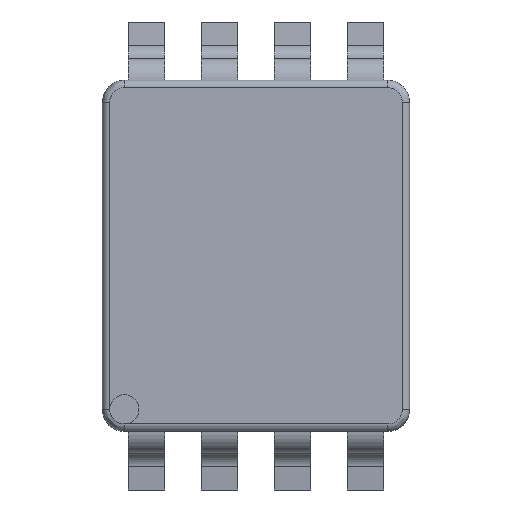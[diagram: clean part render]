
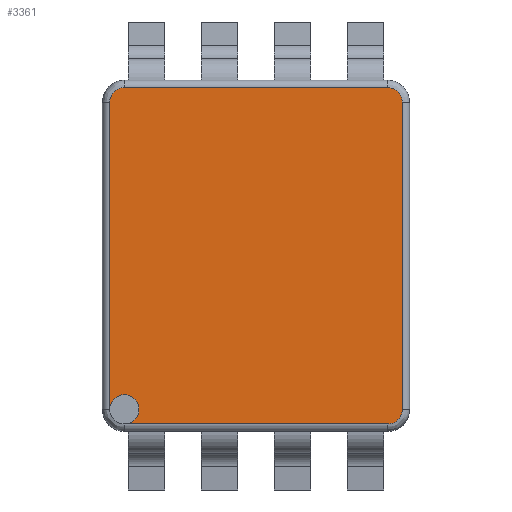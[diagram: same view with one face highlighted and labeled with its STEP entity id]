
A CAD part, top view. The second image highlights one B-rep face of the part: STEP entity #3361.
In plain terms, the highlighted planar face has unit normal (0, 0, 1).
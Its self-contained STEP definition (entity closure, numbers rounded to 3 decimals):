
#171 = CARTESIAN_POINT ( 'NONE',  ( -0.9, 1.15, 0.9 ) ) ;
#239 = CARTESIAN_POINT ( 'NONE',  ( 1., 1.05, 0.9 ) ) ;
#248 = CARTESIAN_POINT ( 'NONE',  ( 1., -1.109, 0.9 ) ) ;
#254 = ORIENTED_EDGE ( 'NONE', *, *, #927, .F. ) ;
#282 = CARTESIAN_POINT ( 'NONE',  ( 0.959, -1.15, 0.9 ) ) ;
#333 = ORIENTED_EDGE ( 'NONE', *, *, #1926, .F. ) ;
#345 = ORIENTED_EDGE ( 'NONE', *, *, #4931, .F. ) ;
#371 = CARTESIAN_POINT ( 'NONE',  ( -0.9, 1.15, 0.9 ) ) ;
#388 = CARTESIAN_POINT ( 'NONE',  ( 2.087, -1.15, 0.9 ) ) ;
#395 = CARTESIAN_POINT ( 'NONE',  ( -1.05, -1.2, 0.9 ) ) ;
#408 = DIRECTION ( 'NONE',  ( -1., 0., 0. ) ) ;
#474 = AXIS2_PLACEMENT_3D ( 'NONE', #1884, #2769, #3978 ) ;
#480 = ORIENTED_EDGE ( 'NONE', *, *, #4741, .F. ) ;
#504 = EDGE_LOOP ( 'NONE', ( #2692, #333, #254, #1848, #915, #3360, #2624, #345, #480 ) ) ;
#757 = LINE ( 'NONE', #5321, #3070 ) ;
#815 = EDGE_CURVE ( 'NONE', #1071, #2648, #2554, .T. ) ;
#880 = VERTEX_POINT ( 'NONE', #1530 ) ;
#915 = ORIENTED_EDGE ( 'NONE', *, *, #815, .F. ) ;
#927 = EDGE_CURVE ( 'NONE', #2429, #3110, #757, .T. ) ;
#1071 = VERTEX_POINT ( 'NONE', #1241 ) ;
#1241 = CARTESIAN_POINT ( 'NONE',  ( -1., -1.05, 0.9 ) ) ;
#1396 = CARTESIAN_POINT ( 'NONE',  ( -1., -2.35, 0.9 ) ) ;
#1402 = CARTESIAN_POINT ( 'NONE',  ( 1., 1.109, 0.9 ) ) ;
#1512 = DIRECTION ( 'NONE',  ( 0., 1., 0. ) ) ;
#1530 = CARTESIAN_POINT ( 'NONE',  ( 0.9, -1.15, 0.9 ) ) ;
#1608 =( BOUNDED_CURVE ( )  B_SPLINE_CURVE ( 3, ( #4094, #3715, #1993, #371 ),
 .UNSPECIFIED., .F., .F. ) 
 B_SPLINE_CURVE_WITH_KNOTS ( ( 4, 4 ),
 ( 0., 1. ),
 .UNSPECIFIED. ) 
 CURVE ( )  GEOMETRIC_REPRESENTATION_ITEM ( )  RATIONAL_B_SPLINE_CURVE ( ( 1., 0.805, 0.805, 1. ) ) 
 REPRESENTATION_ITEM ( '' )  );
#1721 = VERTEX_POINT ( 'NONE', #2115 ) ;
#1848 = ORIENTED_EDGE ( 'NONE', *, *, #3955, .F. ) ;
#1884 = CARTESIAN_POINT ( 'NONE',  ( -0.9, -1.05, 0.9 ) ) ;
#1887 = AXIS2_PLACEMENT_3D ( 'NONE', #395, #3664, #3629 ) ;
#1926 = EDGE_CURVE ( 'NONE', #3110, #2654, #3153, .T. ) ;
#1982 = CARTESIAN_POINT ( 'NONE',  ( -0.8, -1.05, 0.9 ) ) ;
#1993 = CARTESIAN_POINT ( 'NONE',  ( -0.959, 1.15, 0.9 ) ) ;
#1994 = DIRECTION ( 'NONE',  ( 1., 0., 0. ) ) ;
#2027 = EDGE_CURVE ( 'NONE', #3365, #3079, #5119, .T. ) ;
#2115 = CARTESIAN_POINT ( 'NONE',  ( 1., -1.05, 0.9 ) ) ;
#2391 = PLANE ( 'NONE',  #1887 ) ;
#2400 = CARTESIAN_POINT ( 'NONE',  ( -1., 1.05, 0.9 ) ) ;
#2429 = VERTEX_POINT ( 'NONE', #171 ) ;
#2433 = CARTESIAN_POINT ( 'NONE',  ( 1., 1.05, 0.9 ) ) ;
#2554 = LINE ( 'NONE', #1396, #3514 ) ;
#2624 = ORIENTED_EDGE ( 'NONE', *, *, #2027, .T. ) ;
#2648 = VERTEX_POINT ( 'NONE', #2400 ) ;
#2654 = VERTEX_POINT ( 'NONE', #2433 ) ;
#2677 = CARTESIAN_POINT ( 'NONE',  ( 0.9, 1.15, 0.9 ) ) ;
#2681 = CIRCLE ( 'NONE', #4620, 0.1 ) ;
#2692 = ORIENTED_EDGE ( 'NONE', *, *, #4563, .F. ) ;
#2769 = DIRECTION ( 'NONE',  ( 0., 0., -1. ) ) ;
#2980 = VECTOR ( 'NONE', #3463, 1000. ) ;
#3070 = VECTOR ( 'NONE', #1994, 1000. ) ;
#3079 = VERTEX_POINT ( 'NONE', #3469 ) ;
#3110 = VERTEX_POINT ( 'NONE', #3888 ) ;
#3112 = CARTESIAN_POINT ( 'NONE',  ( 0.959, 1.15, 0.9 ) ) ;
#3113 = EDGE_CURVE ( 'NONE', #1071, #3365, #2681, .T. ) ;
#3143 = CARTESIAN_POINT ( 'NONE',  ( 0.9, -1.15, 0.9 ) ) ;
#3153 =( BOUNDED_CURVE ( )  B_SPLINE_CURVE ( 3, ( #2677, #3112, #1402, #239 ),
 .UNSPECIFIED., .F., .F. ) 
 B_SPLINE_CURVE_WITH_KNOTS ( ( 4, 4 ),
 ( 0., 1. ),
 .UNSPECIFIED. ) 
 CURVE ( )  GEOMETRIC_REPRESENTATION_ITEM ( )  RATIONAL_B_SPLINE_CURVE ( ( 1., 0.805, 0.805, 1. ) ) 
 REPRESENTATION_ITEM ( '' )  );
#3252 =( BOUNDED_CURVE ( )  B_SPLINE_CURVE ( 3, ( #4390, #248, #282, #3143 ),
 .UNSPECIFIED., .F., .F. ) 
 B_SPLINE_CURVE_WITH_KNOTS ( ( 4, 4 ),
 ( 0., 1. ),
 .UNSPECIFIED. ) 
 CURVE ( )  GEOMETRIC_REPRESENTATION_ITEM ( )  RATIONAL_B_SPLINE_CURVE ( ( 1., 0.805, 0.805, 1. ) ) 
 REPRESENTATION_ITEM ( '' )  );
#3360 = ORIENTED_EDGE ( 'NONE', *, *, #3113, .T. ) ;
#3361 = ADVANCED_FACE ( 'NONE', ( #5142 ), #2391, .T. ) ;
#3365 = VERTEX_POINT ( 'NONE', #1982 ) ;
#3463 = DIRECTION ( 'NONE',  ( 0., -1., 0. ) ) ;
#3469 = CARTESIAN_POINT ( 'NONE',  ( -0.9, -1.15, 0.9 ) ) ;
#3483 = DIRECTION ( 'NONE',  ( 0., 0., -1. ) ) ;
#3514 = VECTOR ( 'NONE', #1512, 1000. ) ;
#3629 = DIRECTION ( 'NONE',  ( 1., 0., 0. ) ) ;
#3664 = DIRECTION ( 'NONE',  ( 0., 0., 1. ) ) ;
#3715 = CARTESIAN_POINT ( 'NONE',  ( -1., 1.109, 0.9 ) ) ;
#3870 = CARTESIAN_POINT ( 'NONE',  ( -0.9, -1.05, 0.9 ) ) ;
#3888 = CARTESIAN_POINT ( 'NONE',  ( 0.9, 1.15, 0.9 ) ) ;
#3943 = VECTOR ( 'NONE', #408, 1000. ) ;
#3955 = EDGE_CURVE ( 'NONE', #2648, #2429, #1608, .T. ) ;
#3978 = DIRECTION ( 'NONE',  ( -1., 0., 0. ) ) ;
#4004 = LINE ( 'NONE', #388, #3943 ) ;
#4087 = LINE ( 'NONE', #5049, #2980 ) ;
#4094 = CARTESIAN_POINT ( 'NONE',  ( -1., 1.05, 0.9 ) ) ;
#4320 = DIRECTION ( 'NONE',  ( -1., 0., 0. ) ) ;
#4390 = CARTESIAN_POINT ( 'NONE',  ( 1., -1.05, 0.9 ) ) ;
#4563 = EDGE_CURVE ( 'NONE', #2654, #1721, #4087, .T. ) ;
#4620 = AXIS2_PLACEMENT_3D ( 'NONE', #3870, #3483, #4320 ) ;
#4741 = EDGE_CURVE ( 'NONE', #1721, #880, #3252, .T. ) ;
#4931 = EDGE_CURVE ( 'NONE', #880, #3079, #4004, .T. ) ;
#5049 = CARTESIAN_POINT ( 'NONE',  ( 1., 2.35, 0.9 ) ) ;
#5119 = CIRCLE ( 'NONE', #474, 0.1 ) ;
#5142 = FACE_OUTER_BOUND ( 'NONE', #504, .T. ) ;
#5321 = CARTESIAN_POINT ( 'NONE',  ( -2.087, 1.15, 0.9 ) ) ;
